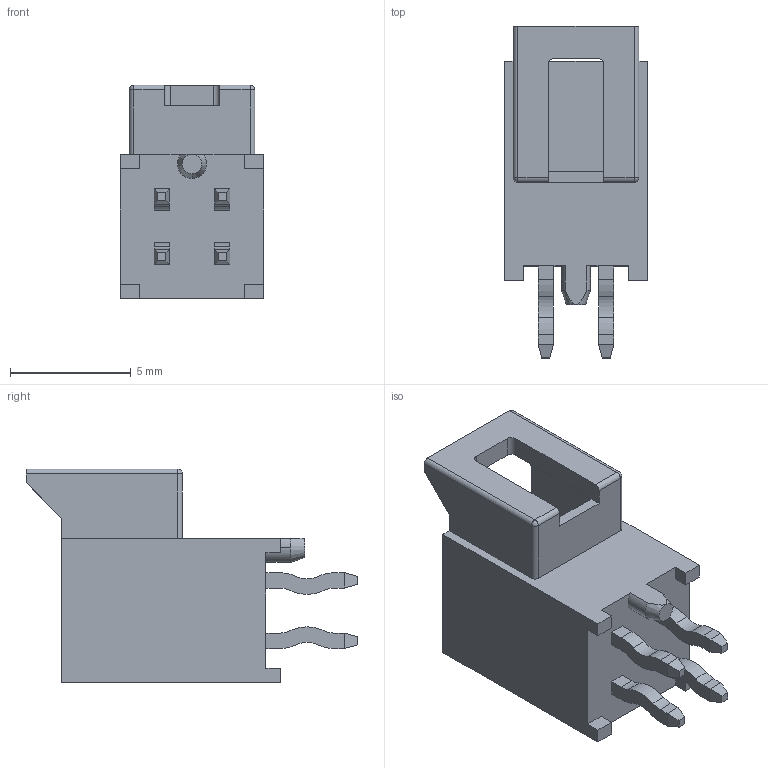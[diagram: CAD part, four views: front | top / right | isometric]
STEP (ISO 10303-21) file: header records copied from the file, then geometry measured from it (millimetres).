
FILE_DESCRIPTION(('FreeCAD Model'),'2;1');
FILE_NAME('Open CASCADE Shape Model','2025-04-13T15:55:14',(''),(''), 'Open CASCADE STEP processor 7.8','FreeCAD','Unknown');
FILE_SCHEMA(('AUTOMOTIVE_DESIGN { 1 0 10303 214 1 1 1 1 }'));
Length unit declared in the file: millimetre
Products named in the file (1): SOLID
Bounding box: 5.94 x 13.71 x 8.84 mm (x, y, z)
Volume: 219.6 mm3; surface area: 686.5 mm2
Topology: 1 solids, 1 shells, 177 faces, 465 edges, 295 vertices
Faces by surface type: plane 138, cylinder 35, cone 2, sphere 2
Entity records: 5390 total; most frequent: CARTESIAN_POINT 962, ORIENTED_EDGE 926, DIRECTION 890, EDGE_CURVE 463, LINE 388, VECTOR 388, VERTEX_POINT 295, AXIS2_PLACEMENT_3D 251
